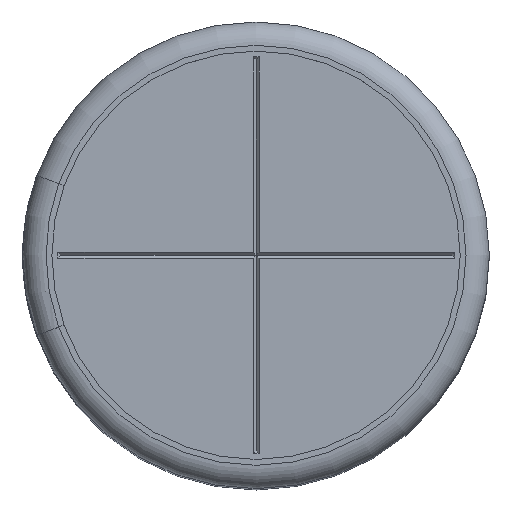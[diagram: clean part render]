
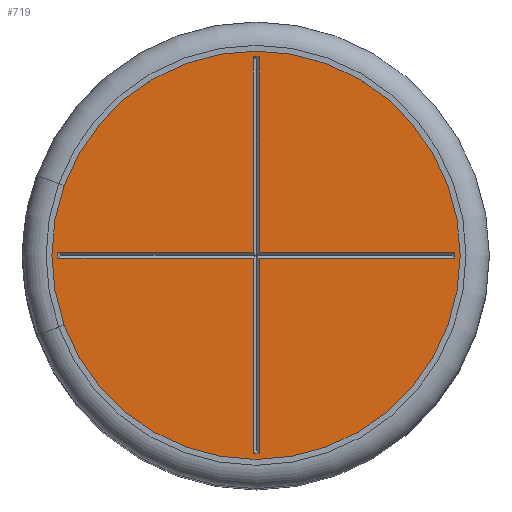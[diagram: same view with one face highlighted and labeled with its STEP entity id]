
A CAD part, top view. The second image highlights one B-rep face of the part: STEP entity #719.
In plain terms, the highlighted planar face has unit normal (0, 0, 1).
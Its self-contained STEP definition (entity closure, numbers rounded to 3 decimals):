
#719=ADVANCED_FACE('',(#1544,#1546),#1548,.T.);
#1544=FACE_BOUND('',#1545,.T.);
#1545=EDGE_LOOP('',(#2219));
#1546=FACE_BOUND('',#1547,.T.);
#1547=EDGE_LOOP('',(#2220,#2221,#2222,#2223,#2224,#2225,#2226,#2227,#2228,#2229,
#2230,#2231));
#1548=PLANE('',#1549);
#1549=AXIS2_PLACEMENT_3D('',#1550,#1551,#1552);
#1550=CARTESIAN_POINT('',(0.,0.,13.9));
#1551=DIRECTION('',(0.,0.,1.));
#1552=DIRECTION('',(1.,0.,0.));
#2219=ORIENTED_EDGE('',*,*,#2569,.T.);
#2220=ORIENTED_EDGE('',*,*,#2597,.T.);
#2221=ORIENTED_EDGE('',*,*,#2598,.T.);
#2222=ORIENTED_EDGE('',*,*,#2599,.T.);
#2223=ORIENTED_EDGE('',*,*,#2600,.T.);
#2224=ORIENTED_EDGE('',*,*,#2601,.T.);
#2225=ORIENTED_EDGE('',*,*,#2602,.T.);
#2226=ORIENTED_EDGE('',*,*,#2603,.T.);
#2227=ORIENTED_EDGE('',*,*,#2604,.T.);
#2228=ORIENTED_EDGE('',*,*,#2605,.T.);
#2229=ORIENTED_EDGE('',*,*,#2606,.T.);
#2230=ORIENTED_EDGE('',*,*,#2607,.T.);
#2231=ORIENTED_EDGE('',*,*,#2608,.T.);
#2569=EDGE_CURVE('',#3004,#3004,#3005,.T.);
#2597=EDGE_CURVE('',#3046,#3047,#3048,.F.);
#2598=EDGE_CURVE('',#3047,#3049,#3050,.F.);
#2599=EDGE_CURVE('',#3049,#3051,#3052,.F.);
#2600=EDGE_CURVE('',#3051,#3053,#3054,.F.);
#2601=EDGE_CURVE('',#3053,#3055,#3056,.F.);
#2602=EDGE_CURVE('',#3055,#3057,#3058,.F.);
#2603=EDGE_CURVE('',#3057,#3059,#3060,.F.);
#2604=EDGE_CURVE('',#3059,#3061,#3062,.F.);
#2605=EDGE_CURVE('',#3061,#3063,#3064,.F.);
#2606=EDGE_CURVE('',#3063,#3065,#3066,.F.);
#2607=EDGE_CURVE('',#3065,#3067,#3068,.F.);
#2608=EDGE_CURVE('',#3067,#3046,#3069,.F.);
#3004=VERTEX_POINT('',#4310);
#3005=CIRCLE('',#4311,3.5);
#3046=VERTEX_POINT('',#4479);
#3047=VERTEX_POINT('',#4480);
#3048=LINE('',#4481,#4482);
#3049=VERTEX_POINT('',#4484);
#3050=LINE('',#4485,#4486);
#3051=VERTEX_POINT('',#4488);
#3052=LINE('',#4489,#4490);
#3053=VERTEX_POINT('',#4492);
#3054=LINE('',#4493,#4494);
#3055=VERTEX_POINT('',#4496);
#3056=LINE('',#4497,#4498);
#3057=VERTEX_POINT('',#4500);
#3058=LINE('',#4501,#4502);
#3059=VERTEX_POINT('',#4504);
#3060=LINE('',#4505,#4506);
#3061=VERTEX_POINT('',#4508);
#3062=LINE('',#4509,#4510);
#3063=VERTEX_POINT('',#4512);
#3064=LINE('',#4513,#4514);
#3065=VERTEX_POINT('',#4516);
#3066=LINE('',#4517,#4518);
#3067=VERTEX_POINT('',#4520);
#3068=LINE('',#4521,#4522);
#3069=LINE('',#4524,#4525);
#4310=CARTESIAN_POINT('',(3.5,0.,13.9));
#4311=AXIS2_PLACEMENT_3D('',#4312,#4313,#4314);
#4312=CARTESIAN_POINT('',(0.,0.,13.9));
#4313=DIRECTION('',(0.,0.,1.));
#4314=DIRECTION('',(1.,0.,0.));
#4479=CARTESIAN_POINT('',(-0.046,-0.05,13.9));
#4480=CARTESIAN_POINT('',(-3.396,-0.05,13.9));
#4481=CARTESIAN_POINT('',(-3.396,-0.05,13.9));
#4482=VECTOR('',#4483,1.);
#4483=DIRECTION('',(1.,0.,0.));
#4484=CARTESIAN_POINT('',(-3.396,0.05,13.9));
#4485=CARTESIAN_POINT('',(-3.396,0.05,13.9));
#4486=VECTOR('',#4487,1.);
#4487=DIRECTION('',(0.,-1.,0.));
#4488=CARTESIAN_POINT('',(-0.046,0.05,13.9));
#4489=CARTESIAN_POINT('',(-0.046,0.05,13.9));
#4490=VECTOR('',#4491,1.);
#4491=DIRECTION('',(-1.,0.,0.));
#4492=CARTESIAN_POINT('',(-0.046,3.4,13.9));
#4493=CARTESIAN_POINT('',(-0.046,3.4,13.9));
#4494=VECTOR('',#4495,1.);
#4495=DIRECTION('',(0.,-1.,0.));
#4496=CARTESIAN_POINT('',(0.054,3.4,13.9));
#4497=CARTESIAN_POINT('',(0.054,3.4,13.9));
#4498=VECTOR('',#4499,1.);
#4499=DIRECTION('',(-1.,0.,0.));
#4500=CARTESIAN_POINT('',(0.054,0.05,13.9));
#4501=CARTESIAN_POINT('',(0.054,0.05,13.9));
#4502=VECTOR('',#4503,1.);
#4503=DIRECTION('',(0.,1.,0.));
#4504=CARTESIAN_POINT('',(3.404,0.05,13.9));
#4505=CARTESIAN_POINT('',(3.404,0.05,13.9));
#4506=VECTOR('',#4507,1.);
#4507=DIRECTION('',(-1.,0.,0.));
#4508=CARTESIAN_POINT('',(3.404,-0.05,13.9));
#4509=CARTESIAN_POINT('',(3.404,-0.05,13.9));
#4510=VECTOR('',#4511,1.);
#4511=DIRECTION('',(0.,1.,0.));
#4512=CARTESIAN_POINT('',(0.054,-0.05,13.9));
#4513=CARTESIAN_POINT('',(0.054,-0.05,13.9));
#4514=VECTOR('',#4515,1.);
#4515=DIRECTION('',(1.,0.,0.));
#4516=CARTESIAN_POINT('',(0.054,-3.4,13.9));
#4517=CARTESIAN_POINT('',(0.054,-3.4,13.9));
#4518=VECTOR('',#4519,1.);
#4519=DIRECTION('',(0.,1.,0.));
#4520=CARTESIAN_POINT('',(-0.046,-3.4,13.9));
#4521=CARTESIAN_POINT('',(-0.046,-3.4,13.9));
#4522=VECTOR('',#4523,1.);
#4523=DIRECTION('',(1.,0.,0.));
#4524=CARTESIAN_POINT('',(-0.046,-0.05,13.9));
#4525=VECTOR('',#4526,1.);
#4526=DIRECTION('',(0.,-1.,0.));
